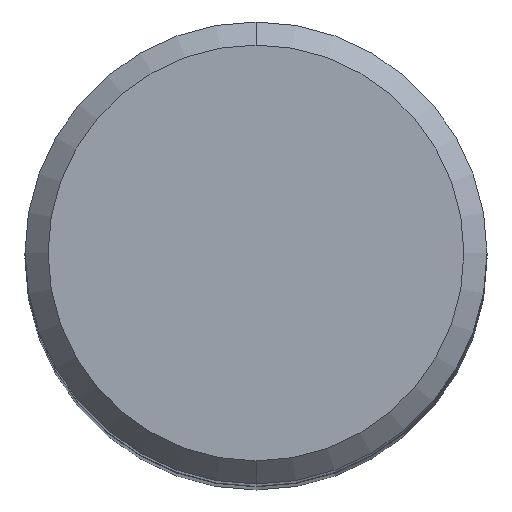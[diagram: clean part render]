
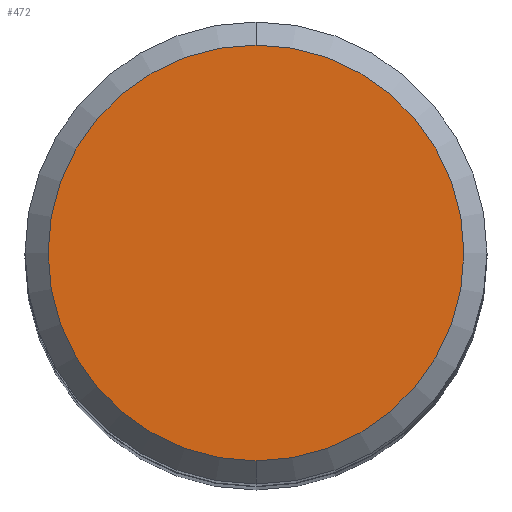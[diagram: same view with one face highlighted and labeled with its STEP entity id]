
A CAD part, top view. The second image highlights one B-rep face of the part: STEP entity #472.
In plain terms, the highlighted planar face has unit normal (0, 0, 1).
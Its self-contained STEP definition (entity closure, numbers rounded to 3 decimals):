
#304=EDGE_CURVE('',#436,#350,#646,.T.);
#350=VERTEX_POINT('',#698);
#436=VERTEX_POINT('',#793);
#472=ADVANCED_FACE('',(#833),#834,.T.);
#492=EDGE_CURVE('',#350,#436,#856,.T.);
#646=CIRCLE('',#1238,9.0);
#698=CARTESIAN_POINT('',(0.,-9.0,0.0));
#793=CARTESIAN_POINT('',(0.0,9.0,0.0));
#833=FACE_OUTER_BOUND('',#1629,.T.);
#834=PLANE('',#1630);
#856=CIRCLE('',#1668,9.0);
#1238=AXIS2_PLACEMENT_3D('',#1853,#1854,#1855);
#1629=EDGE_LOOP('',(#2061,#2062));
#1630=AXIS2_PLACEMENT_3D('',#2063,#2064,#2065);
#1668=AXIS2_PLACEMENT_3D('',#2087,#2088,#2089);
#1853=CARTESIAN_POINT('',(0.0,0.0,0.0));
#1854=DIRECTION('',(0.0,0.0,-1.0));
#1855=DIRECTION('',(0.0,1.0,0.0));
#2061=ORIENTED_EDGE('',*,*,#304,.F.);
#2062=ORIENTED_EDGE('',*,*,#492,.F.);
#2063=CARTESIAN_POINT('',(0.0,4.5,0.0));
#2064=DIRECTION('',(-0.0,0.0,1.0));
#2065=DIRECTION('',(0.0,-1.0,0.0));
#2087=CARTESIAN_POINT('',(0.0,0.0,0.0));
#2088=DIRECTION('',(0.0,0.0,-1.0));
#2089=DIRECTION('',(0.0,1.0,0.0));
